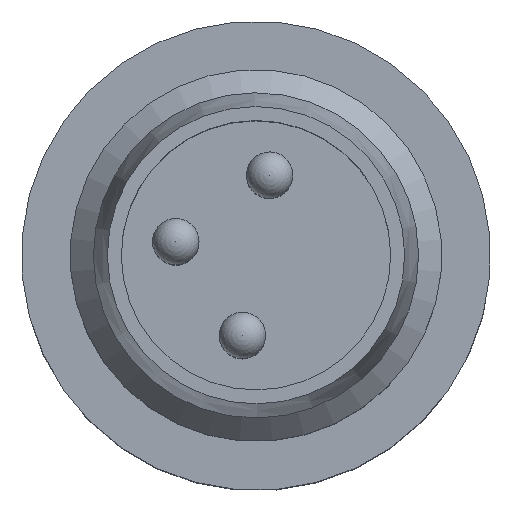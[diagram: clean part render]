
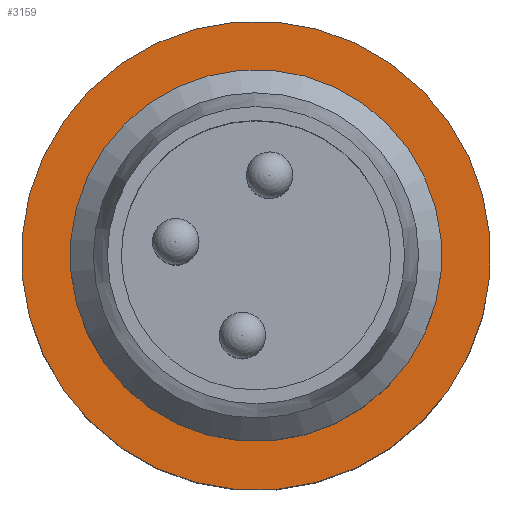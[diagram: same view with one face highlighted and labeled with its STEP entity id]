
A CAD part, top view. The second image highlights one B-rep face of the part: STEP entity #3159.
In plain terms, the highlighted planar face has unit normal (0, 0, 1).
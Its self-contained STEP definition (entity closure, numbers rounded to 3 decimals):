
#3065=CARTESIAN_POINT('',(4.0,0.,7.));
#3066=VERTEX_POINT('',#3065);
#3067=CARTESIAN_POINT('',(0.0,0.0,7.));
#3068=DIRECTION('',(0.0,0.0,-1.0));
#3069=DIRECTION('',(-1.0,0.0,0.0));
#3070=AXIS2_PLACEMENT_3D('',#3067,#3068,#3069);
#3071=CIRCLE('',#3070,4.0);
#3072=EDGE_CURVE('',#3066,#3066,#3071,.T.);
#3125=CARTESIAN_POINT('',(5.05,0.,7.));
#3126=VERTEX_POINT('',#3125);
#3127=CARTESIAN_POINT('',(0.0,0.0,7.));
#3128=DIRECTION('',(0.0,0.0,-1.0));
#3129=DIRECTION('',(-1.0,0.0,0.0));
#3130=AXIS2_PLACEMENT_3D('',#3127,#3128,#3129);
#3131=CIRCLE('',#3130,5.05);
#3132=EDGE_CURVE('',#3126,#3126,#3131,.T.);
#3148=CARTESIAN_POINT('',(0.0,0.0,7.));
#3149=DIRECTION('',(0.0,0.0,-1.0));
#3150=DIRECTION('',(-1.0,0.0,0.0));
#3151=AXIS2_PLACEMENT_3D('',#3148,#3149,#3150);
#3152=PLANE('',#3151);
#3153=ORIENTED_EDGE('',*,*,#3132,.F.);
#3154=EDGE_LOOP('',(#3153));
#3155=FACE_OUTER_BOUND('',#3154,.T.);
#3156=ORIENTED_EDGE('',*,*,#3072,.T.);
#3157=EDGE_LOOP('',(#3156));
#3158=FACE_BOUND('',#3157,.T.);
#3159=ADVANCED_FACE('',(#3155,#3158),#3152,.F.);
